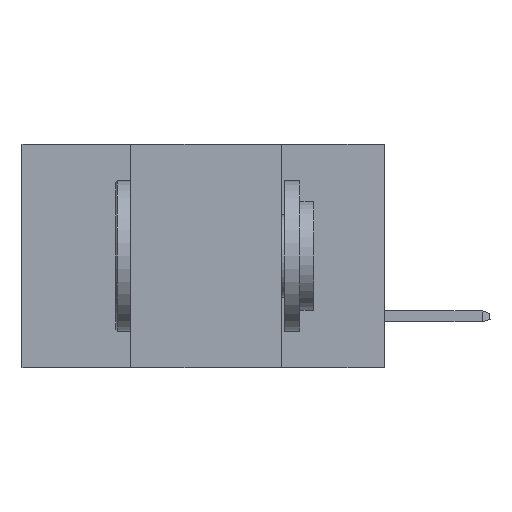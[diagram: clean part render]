
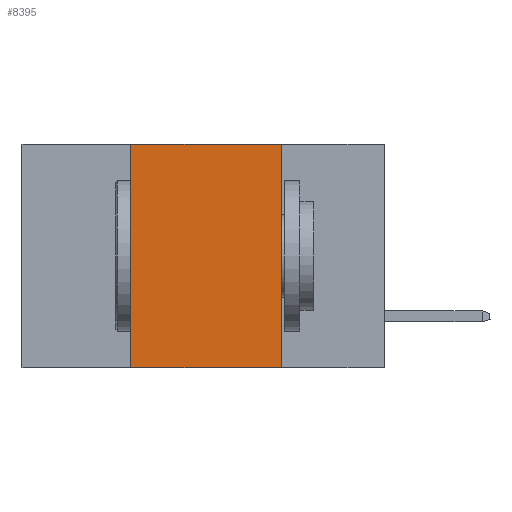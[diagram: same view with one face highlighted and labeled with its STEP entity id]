
A CAD part, left-side view. The second image highlights one B-rep face of the part: STEP entity #8395.
In plain terms, the highlighted planar face has unit normal (-1, 0, 0).
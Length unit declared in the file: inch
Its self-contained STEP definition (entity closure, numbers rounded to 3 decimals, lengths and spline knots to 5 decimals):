
#460 = CARTESIAN_POINT ( 'NONE',  ( 0., 0.42, -0.37 ) ) ;
#1695 = DIRECTION ( 'NONE',  ( 1., 0., 0. ) ) ;
#1803 = DIRECTION ( 'NONE',  ( 0., -1., 0. ) ) ;
#1954 = ORIENTED_EDGE ( 'NONE', *, *, #2725, .T. ) ;
#2605 = CARTESIAN_POINT ( 'NONE',  ( 0., 0.42, 0. ) ) ;
#2725 = EDGE_CURVE ( 'NONE', #8015, #6215, #11199, .T. ) ;
#3249 = VECTOR ( 'NONE', #3334, 39.37008 ) ;
#3334 = DIRECTION ( 'NONE',  ( 0., -1., 0. ) ) ;
#5266 = VECTOR ( 'NONE', #1803, 39.37008 ) ;
#5450 = EDGE_CURVE ( 'NONE', #23807, #24666, #21122, .T. ) ;
#5587 = ORIENTED_EDGE ( 'NONE', *, *, #5450, .F. ) ;
#6215 = VERTEX_POINT ( 'NONE', #11901 ) ;
#7692 = ORIENTED_EDGE ( 'NONE', *, *, #11920, .F. ) ;
#8015 = VERTEX_POINT ( 'NONE', #460 ) ;
#8395 = ADVANCED_FACE ( 'NONE', ( #10127 ), #16162, .F. ) ;
#8854 = CARTESIAN_POINT ( 'NONE',  ( 0., 0.6, -0.37 ) ) ;
#10127 = FACE_OUTER_BOUND ( 'NONE', #29166, .T. ) ;
#10334 = EDGE_CURVE ( 'NONE', #24666, #6215, #18928, .T. ) ;
#11199 = LINE ( 'NONE', #8854, #5266 ) ;
#11795 = VECTOR ( 'NONE', #18724, 39.37008 ) ;
#11901 = CARTESIAN_POINT ( 'NONE',  ( 0., 0.17, -0.37 ) ) ;
#11920 = EDGE_CURVE ( 'NONE', #8015, #23807, #16982, .T. ) ;
#13120 = ORIENTED_EDGE ( 'NONE', *, *, #10334, .F. ) ;
#13849 = CARTESIAN_POINT ( 'NONE',  ( 0., 0.6, 0. ) ) ;
#16162 = PLANE ( 'NONE',  #18314 ) ;
#16982 = LINE ( 'NONE', #2605, #18134 ) ;
#17930 = CARTESIAN_POINT ( 'NONE',  ( 0., 0.42, 0. ) ) ;
#18134 = VECTOR ( 'NONE', #19165, 39.37008 ) ;
#18314 = AXIS2_PLACEMENT_3D ( 'NONE', #13849, #1695, #18373 ) ;
#18373 = DIRECTION ( 'NONE',  ( 0., 0., -1. ) ) ;
#18724 = DIRECTION ( 'NONE',  ( 0., 0., -1. ) ) ;
#18928 = LINE ( 'NONE', #21010, #11795 ) ;
#19165 = DIRECTION ( 'NONE',  ( 0., 0., 1. ) ) ;
#21010 = CARTESIAN_POINT ( 'NONE',  ( 0., 0.17, 0. ) ) ;
#21122 = LINE ( 'NONE', #27268, #3249 ) ;
#23807 = VERTEX_POINT ( 'NONE', #17930 ) ;
#24666 = VERTEX_POINT ( 'NONE', #30348 ) ;
#27268 = CARTESIAN_POINT ( 'NONE',  ( 0., 0.6, 0. ) ) ;
#29166 = EDGE_LOOP ( 'NONE', ( #13120, #5587, #7692, #1954 ) ) ;
#30348 = CARTESIAN_POINT ( 'NONE',  ( 0., 0.17, 0. ) ) ;
